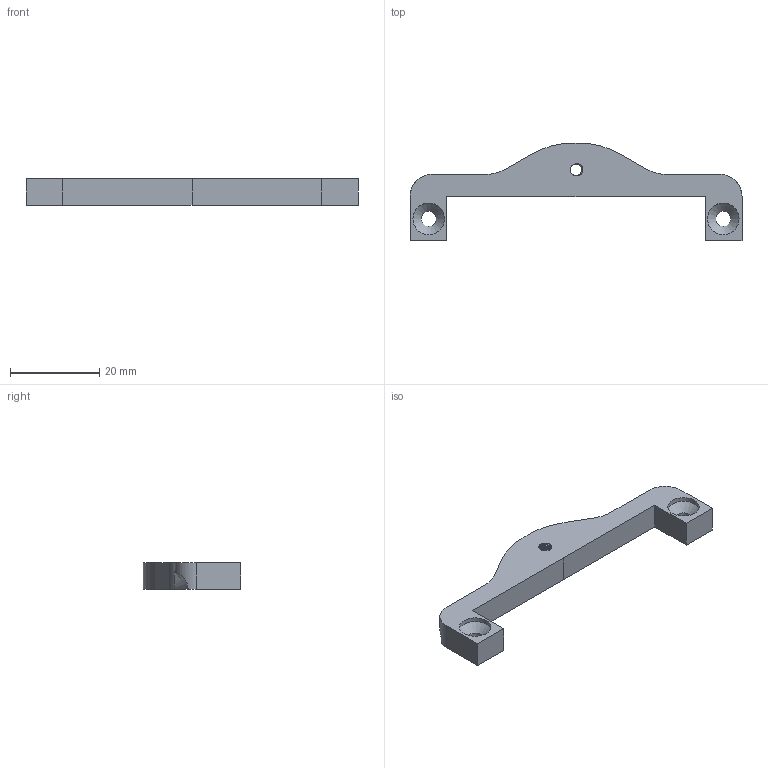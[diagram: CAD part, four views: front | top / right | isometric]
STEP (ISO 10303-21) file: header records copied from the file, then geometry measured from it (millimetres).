
FILE_DESCRIPTION(('FreeCAD Model'),'2;1');
FILE_NAME('Open CASCADE Shape Model','2023-07-13T18:55:28',(''),(''), 'Open CASCADE STEP processor 7.6','FreeCAD','Unknown');
FILE_SCHEMA(('AUTOMOTIVE_DESIGN { 1 0 10303 214 1 1 1 1 }'));
Length unit declared in the file: millimetre
Products named in the file (1): Mirrored128
Bounding box: 74.4 x 21.94 x 6 mm (x, y, z)
Volume: 3673.9 mm3; surface area: 2679.8 mm2
Topology: 1 solids, 1 shells, 81 faces, 187 edges, 108 vertices
Faces by surface type: bspline 36, cylinder 24, plane 16, cone 5
Full cylindrical faces by diameter (mm): 2.6 x10, 3.4 x2, 7.1 x2
Entity records: 12036 total; most frequent: CARTESIAN_POINT 8693, DIRECTION 447, ORIENTED_EDGE 374, PCURVE 374, DEFINITIONAL_REPRESENTATION 374, LINE 282, VECTOR 282, B_SPLINE_CURVE_WITH_KNOTS 230
